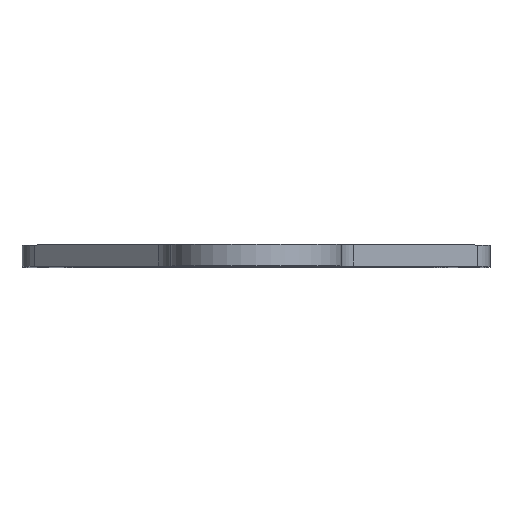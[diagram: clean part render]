
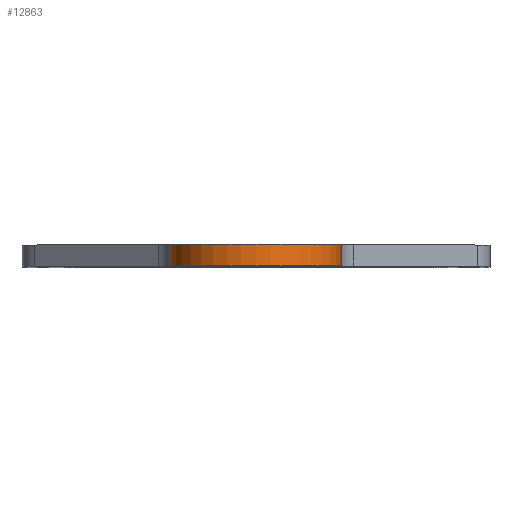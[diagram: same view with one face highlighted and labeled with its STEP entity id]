
A CAD part, top view. The second image highlights one B-rep face of the part: STEP entity #12863.
In plain terms, the highlighted cylindrical face has radius 25.4 mm (diameter 50.8 mm), a partial arc.
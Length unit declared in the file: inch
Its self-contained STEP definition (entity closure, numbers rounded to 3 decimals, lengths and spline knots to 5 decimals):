
#1152 = LINE ( 'NONE', #2216, #12474 ) ;
#1290 = CARTESIAN_POINT ( 'NONE',  ( -1., 0.25, 0. ) ) ;
#1640 = ORIENTED_EDGE ( 'NONE', *, *, #10312, .F. ) ;
#1819 = CARTESIAN_POINT ( 'NONE',  ( 0., 0.25, 0. ) ) ;
#2216 = CARTESIAN_POINT ( 'NONE',  ( 1., 0.25, 0. ) ) ;
#2458 = CARTESIAN_POINT ( 'NONE',  ( 0., 0., 0. ) ) ;
#2930 = DIRECTION ( 'NONE',  ( 0., 0., 1. ) ) ;
#3341 = EDGE_CURVE ( 'NONE', #10589, #5054, #6374, .T. ) ;
#3568 = DIRECTION ( 'NONE',  ( 0., 0., 1. ) ) ;
#4230 = CYLINDRICAL_SURFACE ( 'NONE', #6212, 1. ) ;
#4370 = AXIS2_PLACEMENT_3D ( 'NONE', #2458, #10380, #3568 ) ;
#4552 = DIRECTION ( 'NONE',  ( 0., -1., 0. ) ) ;
#4570 = LINE ( 'NONE', #1290, #10628 ) ;
#5054 = VERTEX_POINT ( 'NONE', #12643 ) ;
#5678 = DIRECTION ( 'NONE',  ( 0., 0., -1. ) ) ;
#6015 = EDGE_CURVE ( 'NONE', #12017, #12752, #13779, .T. ) ;
#6212 = AXIS2_PLACEMENT_3D ( 'NONE', #9029, #4552, #5678 ) ;
#6374 = CIRCLE ( 'NONE', #8169, 1. ) ;
#7045 = CARTESIAN_POINT ( 'NONE',  ( -1., 0., 0. ) ) ;
#7257 = ORIENTED_EDGE ( 'NONE', *, *, #13439, .T. ) ;
#8029 = DIRECTION ( 'NONE',  ( 0., -1., 0. ) ) ;
#8169 = AXIS2_PLACEMENT_3D ( 'NONE', #1819, #9735, #2930 ) ;
#9029 = CARTESIAN_POINT ( 'NONE',  ( 0., 0.25, 0. ) ) ;
#9735 = DIRECTION ( 'NONE',  ( 0., 1., 0. ) ) ;
#9778 = CARTESIAN_POINT ( 'NONE',  ( -1., 0.25, 0. ) ) ;
#9903 = ORIENTED_EDGE ( 'NONE', *, *, #6015, .T. ) ;
#10283 = FACE_OUTER_BOUND ( 'NONE', #10790, .T. ) ;
#10312 = EDGE_CURVE ( 'NONE', #5054, #12752, #1152, .T. ) ;
#10380 = DIRECTION ( 'NONE',  ( 0., 1., 0. ) ) ;
#10589 = VERTEX_POINT ( 'NONE', #9778 ) ;
#10628 = VECTOR ( 'NONE', #8029, 39.37008 ) ;
#10790 = EDGE_LOOP ( 'NONE', ( #9903, #1640, #13438, #7257 ) ) ;
#12017 = VERTEX_POINT ( 'NONE', #7045 ) ;
#12474 = VECTOR ( 'NONE', #14636, 39.37008 ) ;
#12643 = CARTESIAN_POINT ( 'NONE',  ( 1., 0.25, 0. ) ) ;
#12752 = VERTEX_POINT ( 'NONE', #14468 ) ;
#12863 = ADVANCED_FACE ( 'NONE', ( #10283 ), #4230, .T. ) ;
#13438 = ORIENTED_EDGE ( 'NONE', *, *, #3341, .F. ) ;
#13439 = EDGE_CURVE ( 'NONE', #10589, #12017, #4570, .T. ) ;
#13779 = CIRCLE ( 'NONE', #4370, 1. ) ;
#14468 = CARTESIAN_POINT ( 'NONE',  ( 1., 0., 0. ) ) ;
#14636 = DIRECTION ( 'NONE',  ( 0., -1., 0. ) ) ;
